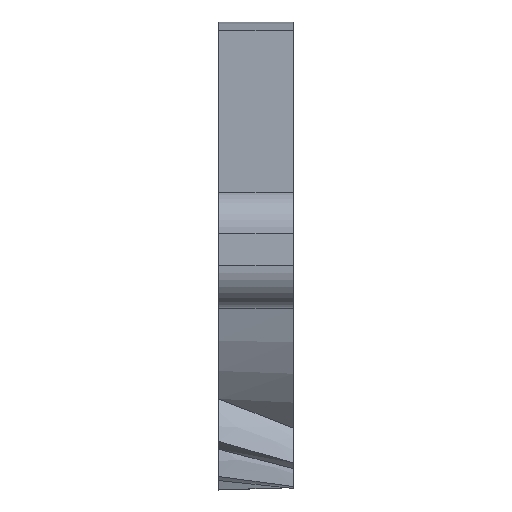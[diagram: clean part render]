
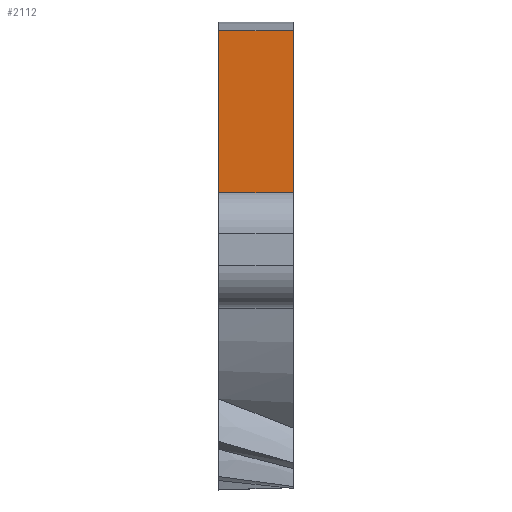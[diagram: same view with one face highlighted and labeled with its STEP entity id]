
A CAD part, top view. The second image highlights one B-rep face of the part: STEP entity #2112.
In plain terms, the highlighted planar face has unit normal (0, 0.961, 0.277).
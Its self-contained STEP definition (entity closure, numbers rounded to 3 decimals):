
#89 = DIRECTION ( 'NONE',  ( 1., 0., 0. ) ) ;
#210 = EDGE_CURVE ( 'NONE', #2622, #1194, #2195, .T. ) ;
#363 = VERTEX_POINT ( 'NONE', #2910 ) ;
#442 = LINE ( 'NONE', #2695, #5132 ) ;
#598 = CARTESIAN_POINT ( 'NONE',  ( 7., 5., 62. ) ) ;
#1043 = AXIS2_PLACEMENT_3D ( 'NONE', #598, #1539, #4042 ) ;
#1194 = VERTEX_POINT ( 'NONE', #2128 ) ;
#1539 = DIRECTION ( 'NONE',  ( 0., 0.961, 0.277 ) ) ;
#1602 = ORIENTED_EDGE ( 'NONE', *, *, #4161, .F. ) ;
#1677 = DIRECTION ( 'NONE',  ( 0., 0.277, -0.961 ) ) ;
#1765 = VECTOR ( 'NONE', #4930, 1000. ) ;
#1910 = CARTESIAN_POINT ( 'NONE',  ( 7., 21.137, 6.102 ) ) ;
#1956 = PLANE ( 'NONE',  #1043 ) ;
#2112 = ADVANCED_FACE ( 'NONE', ( #3139 ), #1956, .T. ) ;
#2128 = CARTESIAN_POINT ( 'NONE',  ( 7., 5.834, 59.109 ) ) ;
#2195 = LINE ( 'NONE', #3880, #2985 ) ;
#2234 = ORIENTED_EDGE ( 'NONE', *, *, #210, .T. ) ;
#2622 = VERTEX_POINT ( 'NONE', #4275 ) ;
#2695 = CARTESIAN_POINT ( 'NONE',  ( 0., 5., 62. ) ) ;
#2910 = CARTESIAN_POINT ( 'NONE',  ( 0., 21.137, 6.102 ) ) ;
#2985 = VECTOR ( 'NONE', #89, 1000. ) ;
#3137 = CARTESIAN_POINT ( 'NONE',  ( 7., 21.137, 6.102 ) ) ;
#3139 = FACE_OUTER_BOUND ( 'NONE', #3150, .T. ) ;
#3150 = EDGE_LOOP ( 'NONE', ( #1602, #2234, #3737, #4609 ) ) ;
#3675 = LINE ( 'NONE', #1910, #1765 ) ;
#3730 = CARTESIAN_POINT ( 'NONE',  ( 7., 5., 62. ) ) ;
#3737 = ORIENTED_EDGE ( 'NONE', *, *, #4085, .T. ) ;
#3880 = CARTESIAN_POINT ( 'NONE',  ( 7., 5.834, 59.109 ) ) ;
#4042 = DIRECTION ( 'NONE',  ( 0., -0.277, 0.961 ) ) ;
#4085 = EDGE_CURVE ( 'NONE', #1194, #4425, #5480, .T. ) ;
#4161 = EDGE_CURVE ( 'NONE', #2622, #363, #442, .T. ) ;
#4275 = CARTESIAN_POINT ( 'NONE',  ( 0., 5.834, 59.109 ) ) ;
#4425 = VERTEX_POINT ( 'NONE', #3137 ) ;
#4609 = ORIENTED_EDGE ( 'NONE', *, *, #5136, .T. ) ;
#4868 = VECTOR ( 'NONE', #1677, 1000. ) ;
#4930 = DIRECTION ( 'NONE',  ( -1., 0., 0. ) ) ;
#5132 = VECTOR ( 'NONE', #5182, 1000. ) ;
#5136 = EDGE_CURVE ( 'NONE', #4425, #363, #3675, .T. ) ;
#5182 = DIRECTION ( 'NONE',  ( 0., 0.277, -0.961 ) ) ;
#5480 = LINE ( 'NONE', #3730, #4868 ) ;
